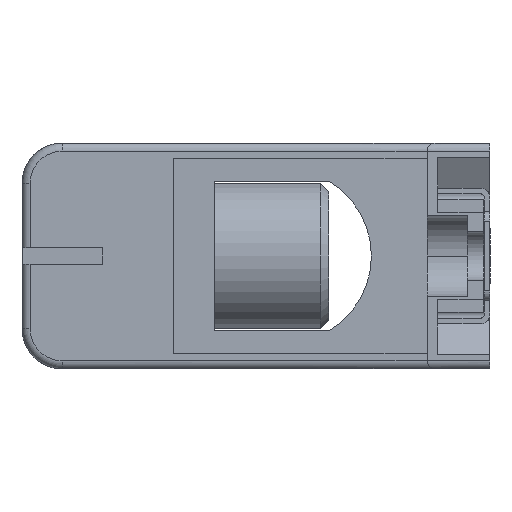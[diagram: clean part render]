
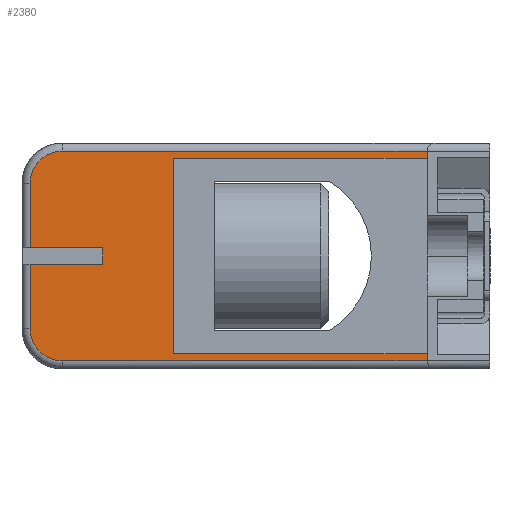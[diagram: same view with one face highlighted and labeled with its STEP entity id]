
A CAD part, left-side view. The second image highlights one B-rep face of the part: STEP entity #2380.
In plain terms, the highlighted planar face has unit normal (-1, 0, 0).
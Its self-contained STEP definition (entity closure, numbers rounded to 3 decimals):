
#77 = ORIENTED_EDGE ( 'NONE', *, *, #1193, .T. ) ;
#116 = CARTESIAN_POINT ( 'NONE',  ( -36.1, -10., 14. ) ) ;
#142 = EDGE_CURVE ( 'NONE', #6084, #3785, #1746, .T. ) ;
#160 = DIRECTION ( 'NONE',  ( 0., -1., 0. ) ) ;
#323 = LINE ( 'NONE', #2298, #946 ) ;
#374 = DIRECTION ( 'NONE',  ( 0., 0., -1. ) ) ;
#485 = LINE ( 'NONE', #2465, #800 ) ;
#515 = CARTESIAN_POINT ( 'NONE',  ( -36.1, -1., 14. ) ) ;
#666 = VECTOR ( 'NONE', #5475, 1000. ) ;
#718 = CARTESIAN_POINT ( 'NONE',  ( -36.1, -10., -1. ) ) ;
#744 = VERTEX_POINT ( 'NONE', #2733 ) ;
#800 = VECTOR ( 'NONE', #2982, 1000. ) ;
#922 = ORIENTED_EDGE ( 'NONE', *, *, #4954, .T. ) ;
#946 = VECTOR ( 'NONE', #4255, 1000. ) ;
#996 = CARTESIAN_POINT ( 'NONE',  ( -36.1, -50.2, 13. ) ) ;
#1016 = DIRECTION ( 'NONE',  ( 0., 0., -1. ) ) ;
#1063 = AXIS2_PLACEMENT_3D ( 'NONE', #1813, #1771, #5217 ) ;
#1067 = EDGE_CURVE ( 'NONE', #5485, #4754, #1669, .T. ) ;
#1158 = VERTEX_POINT ( 'NONE', #1657 ) ;
#1193 = EDGE_CURVE ( 'NONE', #4754, #5290, #5688, .T. ) ;
#1221 = LINE ( 'NONE', #1630, #1924 ) ;
#1250 = DIRECTION ( 'NONE',  ( -1., 0., 0. ) ) ;
#1269 = CARTESIAN_POINT ( 'NONE',  ( -36.1, -5., -9. ) ) ;
#1412 = DIRECTION ( 'NONE',  ( 0., 1., 0. ) ) ;
#1511 = AXIS2_PLACEMENT_3D ( 'NONE', #2727, #5153, #1412 ) ;
#1573 = CARTESIAN_POINT ( 'NONE',  ( -36.1, 0., 1. ) ) ;
#1630 = CARTESIAN_POINT ( 'NONE',  ( -36.1, 0., -13. ) ) ;
#1657 = CARTESIAN_POINT ( 'NONE',  ( -36.1, -50.2, 12.1 ) ) ;
#1669 = CIRCLE ( 'NONE', #1511, 4. ) ;
#1717 = VECTOR ( 'NONE', #4880, 1000. ) ;
#1746 = LINE ( 'NONE', #2579, #4015 ) ;
#1749 = EDGE_CURVE ( 'NONE', #3395, #1158, #3871, .T. ) ;
#1771 = DIRECTION ( 'NONE',  ( 1., 0., 0. ) ) ;
#1802 = VERTEX_POINT ( 'NONE', #2937 ) ;
#1813 = CARTESIAN_POINT ( 'NONE',  ( -36.1, 0., 14. ) ) ;
#1821 = VERTEX_POINT ( 'NONE', #4350 ) ;
#1835 = CARTESIAN_POINT ( 'NONE',  ( -36.1, -10., 1. ) ) ;
#1837 = VECTOR ( 'NONE', #374, 1000. ) ;
#1907 = AXIS2_PLACEMENT_3D ( 'NONE', #1269, #1250, #3262 ) ;
#1924 = VECTOR ( 'NONE', #4546, 1000. ) ;
#1998 = CARTESIAN_POINT ( 'NONE',  ( -36.1, -5., -13. ) ) ;
#2007 = ORIENTED_EDGE ( 'NONE', *, *, #2857, .T. ) ;
#2090 = DIRECTION ( 'NONE',  ( 0., 0., -1. ) ) ;
#2200 = VECTOR ( 'NONE', #3593, 1000. ) ;
#2262 = ORIENTED_EDGE ( 'NONE', *, *, #142, .T. ) ;
#2298 = CARTESIAN_POINT ( 'NONE',  ( -36.1, -18.8, 14. ) ) ;
#2316 = ORIENTED_EDGE ( 'NONE', *, *, #1067, .T. ) ;
#2349 = ORIENTED_EDGE ( 'NONE', *, *, #4631, .T. ) ;
#2380 = ADVANCED_FACE ( 'NONE', ( #4077 ), #4726, .F. ) ;
#2384 = CARTESIAN_POINT ( 'NONE',  ( -36.1, -50.2, 14. ) ) ;
#2414 = CARTESIAN_POINT ( 'NONE',  ( -36.1, -1., 1. ) ) ;
#2461 = CIRCLE ( 'NONE', #1907, 4. ) ;
#2465 = CARTESIAN_POINT ( 'NONE',  ( -36.1, -5., 13. ) ) ;
#2473 = ORIENTED_EDGE ( 'NONE', *, *, #3413, .T. ) ;
#2574 = VERTEX_POINT ( 'NONE', #1998 ) ;
#2579 = CARTESIAN_POINT ( 'NONE',  ( -36.1, 0., -1. ) ) ;
#2582 = EDGE_CURVE ( 'NONE', #3395, #5485, #485, .T. ) ;
#2727 = CARTESIAN_POINT ( 'NONE',  ( -36.1, -5., 9. ) ) ;
#2733 = CARTESIAN_POINT ( 'NONE',  ( -36.1, -50.2, -13. ) ) ;
#2794 = VECTOR ( 'NONE', #2090, 1000. ) ;
#2856 = CARTESIAN_POINT ( 'NONE',  ( -36.1, -50.2, 14. ) ) ;
#2857 = EDGE_CURVE ( 'NONE', #3762, #6084, #5148, .T. ) ;
#2890 = CARTESIAN_POINT ( 'NONE',  ( -36.1, 0., -12.1 ) ) ;
#2923 = EDGE_CURVE ( 'NONE', #1802, #1158, #6026, .T. ) ;
#2937 = CARTESIAN_POINT ( 'NONE',  ( -36.1, -18.8, 12.1 ) ) ;
#2982 = DIRECTION ( 'NONE',  ( 0., 1., 0. ) ) ;
#3055 = CARTESIAN_POINT ( 'NONE',  ( -36.1, 0., 12.1 ) ) ;
#3153 = EDGE_CURVE ( 'NONE', #3528, #1802, #323, .T. ) ;
#3262 = DIRECTION ( 'NONE',  ( 0., 1., 0. ) ) ;
#3284 = EDGE_CURVE ( 'NONE', #4673, #3528, #4603, .T. ) ;
#3395 = VERTEX_POINT ( 'NONE', #996 ) ;
#3407 = ORIENTED_EDGE ( 'NONE', *, *, #5082, .T. ) ;
#3413 = EDGE_CURVE ( 'NONE', #3785, #1821, #3918, .T. ) ;
#3528 = VERTEX_POINT ( 'NONE', #6004 ) ;
#3539 = VECTOR ( 'NONE', #1016, 1000. ) ;
#3579 = CARTESIAN_POINT ( 'NONE',  ( -36.1, -1., 14. ) ) ;
#3593 = DIRECTION ( 'NONE',  ( 0., 0., -1. ) ) ;
#3762 = VERTEX_POINT ( 'NONE', #1835 ) ;
#3785 = VERTEX_POINT ( 'NONE', #5232 ) ;
#3871 = LINE ( 'NONE', #2384, #4938 ) ;
#3918 = LINE ( 'NONE', #515, #3539 ) ;
#3966 = EDGE_CURVE ( 'NONE', #4673, #744, #5397, .T. ) ;
#4010 = ORIENTED_EDGE ( 'NONE', *, *, #2582, .T. ) ;
#4015 = VECTOR ( 'NONE', #4059, 1000. ) ;
#4039 = CARTESIAN_POINT ( 'NONE',  ( -36.1, -5., 13. ) ) ;
#4056 = ORIENTED_EDGE ( 'NONE', *, *, #3966, .F. ) ;
#4059 = DIRECTION ( 'NONE',  ( 0., 1., 0. ) ) ;
#4077 = FACE_OUTER_BOUND ( 'NONE', #4594, .T. ) ;
#4255 = DIRECTION ( 'NONE',  ( 0., 0., 1. ) ) ;
#4350 = CARTESIAN_POINT ( 'NONE',  ( -36.1, -1., -9. ) ) ;
#4528 = VECTOR ( 'NONE', #160, 1000. ) ;
#4546 = DIRECTION ( 'NONE',  ( 0., -1., 0. ) ) ;
#4571 = ORIENTED_EDGE ( 'NONE', *, *, #3284, .T. ) ;
#4593 = ORIENTED_EDGE ( 'NONE', *, *, #1749, .F. ) ;
#4594 = EDGE_LOOP ( 'NONE', ( #2349, #3407, #4056, #4571, #4604, #5941, #4593, #4010, #2316, #77, #922, #2007, #2262, #2473 ) ) ;
#4603 = LINE ( 'NONE', #2890, #1717 ) ;
#4604 = ORIENTED_EDGE ( 'NONE', *, *, #3153, .T. ) ;
#4631 = EDGE_CURVE ( 'NONE', #1821, #2574, #2461, .T. ) ;
#4673 = VERTEX_POINT ( 'NONE', #5220 ) ;
#4726 = PLANE ( 'NONE',  #1063 ) ;
#4754 = VERTEX_POINT ( 'NONE', #6255 ) ;
#4846 = DIRECTION ( 'NONE',  ( 0., 0., -1. ) ) ;
#4880 = DIRECTION ( 'NONE',  ( 0., 1., 0. ) ) ;
#4938 = VECTOR ( 'NONE', #4846, 1000. ) ;
#4954 = EDGE_CURVE ( 'NONE', #5290, #3762, #5995, .T. ) ;
#5082 = EDGE_CURVE ( 'NONE', #2574, #744, #1221, .T. ) ;
#5148 = LINE ( 'NONE', #116, #2794 ) ;
#5153 = DIRECTION ( 'NONE',  ( -1., 0., 0. ) ) ;
#5217 = DIRECTION ( 'NONE',  ( 0., 1., 0. ) ) ;
#5220 = CARTESIAN_POINT ( 'NONE',  ( -36.1, -50.2, -12.1 ) ) ;
#5232 = CARTESIAN_POINT ( 'NONE',  ( -36.1, -1., -1. ) ) ;
#5290 = VERTEX_POINT ( 'NONE', #2414 ) ;
#5397 = LINE ( 'NONE', #2856, #1837 ) ;
#5475 = DIRECTION ( 'NONE',  ( 0., -1., 0. ) ) ;
#5485 = VERTEX_POINT ( 'NONE', #4039 ) ;
#5688 = LINE ( 'NONE', #3579, #2200 ) ;
#5941 = ORIENTED_EDGE ( 'NONE', *, *, #2923, .T. ) ;
#5995 = LINE ( 'NONE', #1573, #666 ) ;
#6004 = CARTESIAN_POINT ( 'NONE',  ( -36.1, -18.8, -12.1 ) ) ;
#6026 = LINE ( 'NONE', #3055, #4528 ) ;
#6084 = VERTEX_POINT ( 'NONE', #718 ) ;
#6255 = CARTESIAN_POINT ( 'NONE',  ( -36.1, -1., 9. ) ) ;
